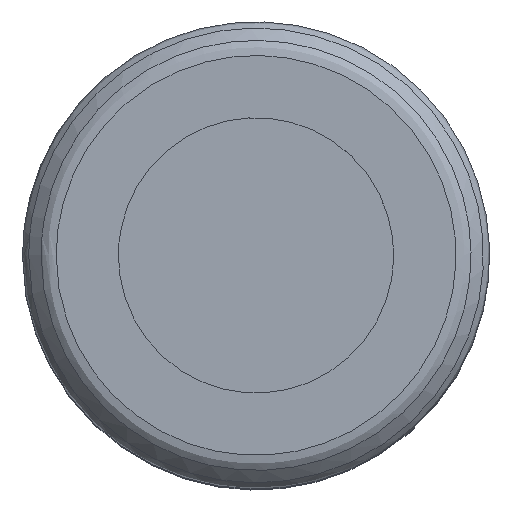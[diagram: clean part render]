
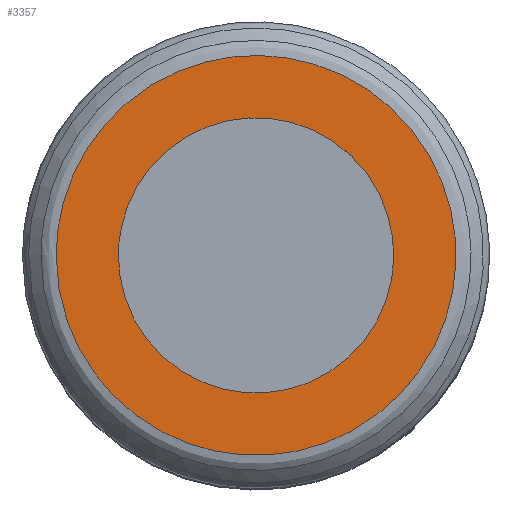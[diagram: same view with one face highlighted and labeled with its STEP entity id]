
A CAD part, top view. The second image highlights one B-rep face of the part: STEP entity #3357.
In plain terms, the highlighted free-form (B-spline) face has degree [1, 1] with [2, 2] control points.
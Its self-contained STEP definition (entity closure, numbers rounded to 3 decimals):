
#3309=CARTESIAN_POINT('',(-1.936,0.,0.35));
#3310=VERTEX_POINT('',#3309);
#3316=CARTESIAN_POINT('',(-1.936,0.,0.35));
#3317=CARTESIAN_POINT('',(-1.936,-1.936,0.35));
#3318=CARTESIAN_POINT('',(0.,-1.936,0.35));
#3319=CARTESIAN_POINT('',(1.936,-1.936,0.35));
#3320=CARTESIAN_POINT('',(1.936,0.,0.35));
#3321=CARTESIAN_POINT('',(1.936,1.936,0.35));
#3322=CARTESIAN_POINT('',(0.,1.936,0.35));
#3323=CARTESIAN_POINT('',(-1.936,1.936,0.35));
#3324=CARTESIAN_POINT('',(-1.936,0.,0.35));
#3325=(BOUNDED_CURVE()B_SPLINE_CURVE(2,(#3316,#3317,#3318,#3319,#3320,#3321,#3322,#3323,#3324),.CIRCULAR_ARC.,.T.,.U.)B_SPLINE_CURVE_WITH_KNOTS((3,2,2,2,3),(0.,0.25,0.5,0.75,1.),.UNSPECIFIED.)CURVE()GEOMETRIC_REPRESENTATION_ITEM()RATIONAL_B_SPLINE_CURVE((1.,0.707,1.,0.707,1.,0.707,1.,0.707,1.))REPRESENTATION_ITEM(''));
#3326=EDGE_CURVE('',#3310,#3310,#3325,.T.);
#3333=CARTESIAN_POINT('',(8.436,8.436,0.35));
#3334=CARTESIAN_POINT('',(8.436,-8.436,0.35));
#3335=CARTESIAN_POINT('',(-8.436,8.436,0.35));
#3336=CARTESIAN_POINT('',(-8.436,-8.436,0.35));
#3337=B_SPLINE_SURFACE_WITH_KNOTS('',1,1,((#3333,#3334),(#3335,#3336)),.PLANE_SURF.,.F.,.F.,.U.,(2,2),(2,2),(-1.,2.),(-1.,2.),.UNSPECIFIED.);
#3338=CARTESIAN_POINT('',(-2.812,0.,0.35));
#3339=VERTEX_POINT('',#3338);
#3340=CARTESIAN_POINT('',(-2.812,0.,0.35));
#3341=CARTESIAN_POINT('',(-2.812,-2.812,0.35));
#3342=CARTESIAN_POINT('',(0.,-2.812,0.35));
#3343=CARTESIAN_POINT('',(2.812,-2.812,0.35));
#3344=CARTESIAN_POINT('',(2.812,0.,0.35));
#3345=CARTESIAN_POINT('',(2.812,2.812,0.35));
#3346=CARTESIAN_POINT('',(0.,2.812,0.35));
#3347=CARTESIAN_POINT('',(-2.812,2.812,0.35));
#3348=CARTESIAN_POINT('',(-2.812,0.,0.35));
#3349=(BOUNDED_CURVE()B_SPLINE_CURVE(2,(#3340,#3341,#3342,#3343,#3344,#3345,#3346,#3347,#3348),.CIRCULAR_ARC.,.T.,.U.)B_SPLINE_CURVE_WITH_KNOTS((3,2,2,2,3),(0.,0.25,0.5,0.75,1.),.UNSPECIFIED.)CURVE()GEOMETRIC_REPRESENTATION_ITEM()RATIONAL_B_SPLINE_CURVE((1.,0.707,1.,0.707,1.,0.707,1.,0.707,1.))REPRESENTATION_ITEM(''));
#3350=EDGE_CURVE('',#3339,#3339,#3349,.T.);
#3351=ORIENTED_EDGE('',*,*,#3350,.T.);
#3352=EDGE_LOOP('',(#3351));
#3353=FACE_OUTER_BOUND('',#3352,.T.);
#3354=ORIENTED_EDGE('',*,*,#3326,.F.);
#3355=EDGE_LOOP('',(#3354));
#3356=FACE_BOUND('',#3355,.T.);
#3357=ADVANCED_FACE('',(#3353,#3356),#3337,.T.);
